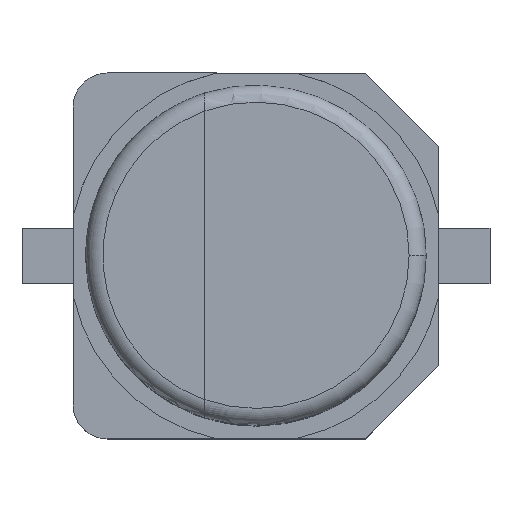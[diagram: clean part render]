
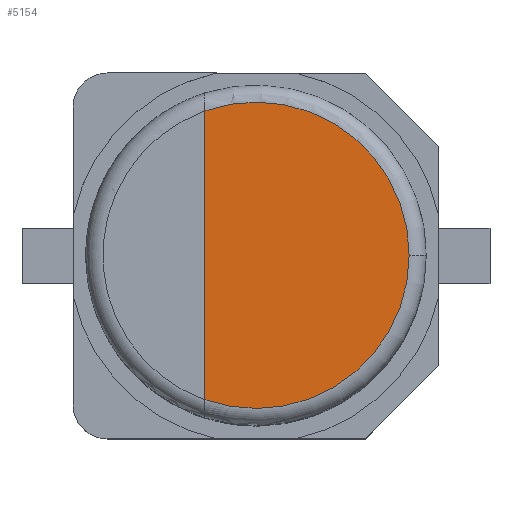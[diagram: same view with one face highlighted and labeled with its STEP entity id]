
A CAD part, top view. The second image highlights one B-rep face of the part: STEP entity #5154.
In plain terms, the highlighted planar face has unit normal (0, 0, 1).
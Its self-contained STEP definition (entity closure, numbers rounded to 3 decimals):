
#2662 = TOROIDAL_SURFACE('',#2663,1.8,0.2);
#2663 = AXIS2_PLACEMENT_3D('',#2664,#2665,#2666);
#2664 = CARTESIAN_POINT('',(0.,0.,5.2));
#2665 = DIRECTION('',(0.,0.,1.));
#2666 = DIRECTION('',(1.,0.,0.));
#2848 = TOROIDAL_SURFACE('',#2849,1.8,0.2);
#2849 = AXIS2_PLACEMENT_3D('',#2850,#2851,#2852);
#2850 = CARTESIAN_POINT('',(0.,0.,5.2));
#2851 = DIRECTION('',(0.,0.,1.));
#2852 = DIRECTION('',(1.,0.,0.));
#2998 = VERTEX_POINT('',#2999);
#2999 = CARTESIAN_POINT('',(1.8,0.,5.4));
#3338 = VERTEX_POINT('',#3339);
#3339 = CARTESIAN_POINT('',(-0.6,-1.697,5.4));
#3549 = PLANE('',#3550);
#3550 = AXIS2_PLACEMENT_3D('',#3551,#3552,#3553);
#3551 = CARTESIAN_POINT('',(-0.6,-2.,5.2));
#3552 = DIRECTION('',(1.,0.,0.));
#3553 = DIRECTION('',(0.,0.,1.));
#3659 = EDGE_CURVE('',#2998,#3338,#3660,.T.);
#3660 = SURFACE_CURVE('',#3661,(#3666,#3673),.PCURVE_S1.);
#3661 = CIRCLE('',#3662,1.8);
#3662 = AXIS2_PLACEMENT_3D('',#3663,#3664,#3665);
#3663 = CARTESIAN_POINT('',(0.,0.,5.4));
#3664 = DIRECTION('',(0.,0.,-1.));
#3665 = DIRECTION('',(1.,0.,0.));
#3666 = PCURVE('',#2848,#3667);
#3667 = DEFINITIONAL_REPRESENTATION('',(#3668),#3672);
#3668 = LINE('',#3669,#3670);
#3669 = CARTESIAN_POINT('',(0.,1.571));
#3670 = VECTOR('',#3671,1.);
#3671 = DIRECTION('',(-1.,0.));
#3672 = ( GEOMETRIC_REPRESENTATION_CONTEXT(2) 
PARAMETRIC_REPRESENTATION_CONTEXT() REPRESENTATION_CONTEXT('2D SPACE',''
  ) );
#3673 = PCURVE('',#3674,#3679);
#3674 = PLANE('',#3675);
#3675 = AXIS2_PLACEMENT_3D('',#3676,#3677,#3678);
#3676 = CARTESIAN_POINT('',(0.,0.,5.4));
#3677 = DIRECTION('',(0.,0.,-1.));
#3678 = DIRECTION('',(1.,0.,0.));
#3679 = DEFINITIONAL_REPRESENTATION('',(#3680),#3684);
#3680 = CIRCLE('',#3681,1.8);
#3681 = AXIS2_PLACEMENT_2D('',#3682,#3683);
#3682 = CARTESIAN_POINT('',(0.,0.));
#3683 = DIRECTION('',(1.,0.));
#3684 = ( GEOMETRIC_REPRESENTATION_CONTEXT(2) 
PARAMETRIC_REPRESENTATION_CONTEXT() REPRESENTATION_CONTEXT('2D SPACE',''
  ) );
#4816 = EDGE_CURVE('',#4817,#2998,#4819,.T.);
#4817 = VERTEX_POINT('',#4818);
#4818 = CARTESIAN_POINT('',(-0.6,1.697,5.4));
#4819 = SURFACE_CURVE('',#4820,(#4825,#4832),.PCURVE_S1.);
#4820 = CIRCLE('',#4821,1.8);
#4821 = AXIS2_PLACEMENT_3D('',#4822,#4823,#4824);
#4822 = CARTESIAN_POINT('',(0.,0.,5.4));
#4823 = DIRECTION('',(0.,0.,-1.));
#4824 = DIRECTION('',(1.,0.,0.));
#4825 = PCURVE('',#2662,#4826);
#4826 = DEFINITIONAL_REPRESENTATION('',(#4827),#4831);
#4827 = LINE('',#4828,#4829);
#4828 = CARTESIAN_POINT('',(0.,1.571));
#4829 = VECTOR('',#4830,1.);
#4830 = DIRECTION('',(-1.,0.));
#4831 = ( GEOMETRIC_REPRESENTATION_CONTEXT(2) 
PARAMETRIC_REPRESENTATION_CONTEXT() REPRESENTATION_CONTEXT('2D SPACE',''
  ) );
#4832 = PCURVE('',#3674,#4833);
#4833 = DEFINITIONAL_REPRESENTATION('',(#4834),#4838);
#4834 = CIRCLE('',#4835,1.8);
#4835 = AXIS2_PLACEMENT_2D('',#4836,#4837);
#4836 = CARTESIAN_POINT('',(0.,0.));
#4837 = DIRECTION('',(1.,0.));
#4838 = ( GEOMETRIC_REPRESENTATION_CONTEXT(2) 
PARAMETRIC_REPRESENTATION_CONTEXT() REPRESENTATION_CONTEXT('2D SPACE',''
  ) );
#5154 = ADVANCED_FACE('',(#5155),#3674,.F.);
#5155 = FACE_BOUND('',#5156,.F.);
#5156 = EDGE_LOOP('',(#5157,#5158,#5159));
#5157 = ORIENTED_EDGE('',*,*,#4816,.T.);
#5158 = ORIENTED_EDGE('',*,*,#3659,.T.);
#5159 = ORIENTED_EDGE('',*,*,#5160,.T.);
#5160 = EDGE_CURVE('',#3338,#4817,#5161,.T.);
#5161 = SURFACE_CURVE('',#5162,(#5166,#5173),.PCURVE_S1.);
#5162 = LINE('',#5163,#5164);
#5163 = CARTESIAN_POINT('',(-0.6,-2.,5.4));
#5164 = VECTOR('',#5165,1.);
#5165 = DIRECTION('',(0.,1.,0.));
#5166 = PCURVE('',#3674,#5167);
#5167 = DEFINITIONAL_REPRESENTATION('',(#5168),#5172);
#5168 = LINE('',#5169,#5170);
#5169 = CARTESIAN_POINT('',(-0.6,2.));
#5170 = VECTOR('',#5171,1.);
#5171 = DIRECTION('',(0.,-1.));
#5172 = ( GEOMETRIC_REPRESENTATION_CONTEXT(2) 
PARAMETRIC_REPRESENTATION_CONTEXT() REPRESENTATION_CONTEXT('2D SPACE',''
  ) );
#5173 = PCURVE('',#3549,#5174);
#5174 = DEFINITIONAL_REPRESENTATION('',(#5175),#5179);
#5175 = LINE('',#5176,#5177);
#5176 = CARTESIAN_POINT('',(0.2,0.));
#5177 = VECTOR('',#5178,1.);
#5178 = DIRECTION('',(0.,-1.));
#5179 = ( GEOMETRIC_REPRESENTATION_CONTEXT(2) 
PARAMETRIC_REPRESENTATION_CONTEXT() REPRESENTATION_CONTEXT('2D SPACE',''
  ) );
